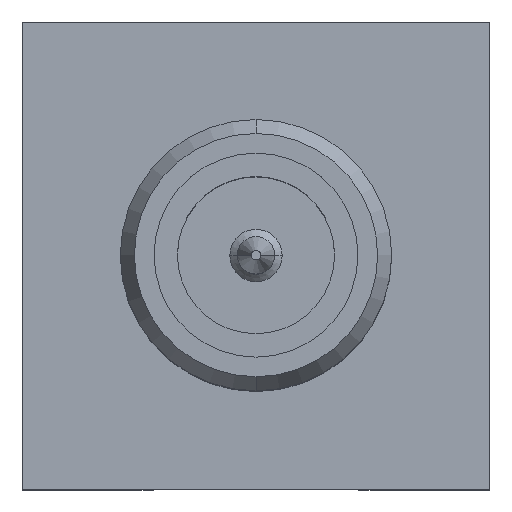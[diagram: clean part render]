
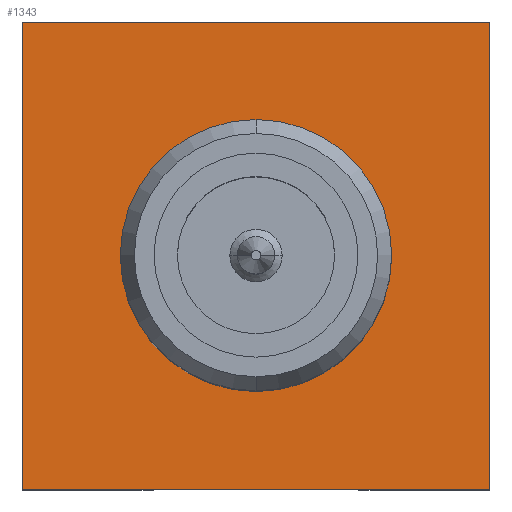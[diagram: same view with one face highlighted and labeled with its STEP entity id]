
A CAD part, top view. The second image highlights one B-rep face of the part: STEP entity #1343.
In plain terms, the highlighted planar face has unit normal (0, 0, 1).
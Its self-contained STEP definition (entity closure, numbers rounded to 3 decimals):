
#172=CARTESIAN_POINT('',(0.,0.,-6.147));
#173=DIRECTION('',(0.,0.,1.));
#174=DIRECTION('',(0.,-1.,0.));
#175=AXIS2_PLACEMENT_3D('',#172,#173,#174);
#190=DIRECTION('',(0.,-1.,0.));
#191=VECTOR('',#190,6.35);
#192=CARTESIAN_POINT('',(-3.175,3.175,-6.147));
#193=LINE('',#192,#191);
#194=DIRECTION('',(-1.,0.,0.));
#195=VECTOR('',#194,6.35);
#196=CARTESIAN_POINT('',(3.175,3.175,-6.147));
#197=LINE('',#196,#195);
#198=DIRECTION('',(0.,1.,0.));
#199=VECTOR('',#198,6.35);
#200=CARTESIAN_POINT('',(3.175,-3.175,-6.147));
#201=LINE('',#200,#199);
#202=DIRECTION('',(1.,0.,0.));
#203=VECTOR('',#202,6.35);
#204=CARTESIAN_POINT('',(-3.175,-3.175,-6.147));
#205=LINE('',#204,#203);
#676=CARTESIAN_POINT('',(0.,0.,-6.147));
#677=DIRECTION('',(0.,0.,1.));
#678=DIRECTION('',(0.,1.,0.));
#679=AXIS2_PLACEMENT_3D('',#676,#677,#678);
#814=CARTESIAN_POINT('',(-3.175,3.175,-6.147));
#815=CARTESIAN_POINT('',(-3.175,-3.175,-6.147));
#816=VERTEX_POINT('',#814);
#817=VERTEX_POINT('',#815);
#818=CARTESIAN_POINT('',(3.175,-3.175,-6.147));
#819=VERTEX_POINT('',#818);
#820=CARTESIAN_POINT('',(3.175,3.175,-6.147));
#821=VERTEX_POINT('',#820);
#906=CARTESIAN_POINT('',(0.,1.842,-6.147));
#907=CARTESIAN_POINT('',(0.,-1.842,-6.147));
#908=VERTEX_POINT('',#906);
#909=VERTEX_POINT('',#907);
#1323=CARTESIAN_POINT('',(0.,0.,-6.147));
#1324=DIRECTION('',(0.,0.,1.));
#1325=DIRECTION('',(0.,1.,0.));
#1326=AXIS2_PLACEMENT_3D('',#1323,#1324,#1325);
#1327=PLANE('',#1326);
#1329=ORIENTED_EDGE('',*,*,#1328,.F.);
#1331=ORIENTED_EDGE('',*,*,#1330,.F.);
#1333=ORIENTED_EDGE('',*,*,#1332,.F.);
#1335=ORIENTED_EDGE('',*,*,#1334,.F.);
#1336=EDGE_LOOP('',(#1329,#1331,#1333,#1335));
#1337=FACE_OUTER_BOUND('',#1336,.F.);
#1339=ORIENTED_EDGE('',*,*,#1338,.T.);
#1340=ORIENTED_EDGE('',*,*,#1313,.T.);
#1341=EDGE_LOOP('',(#1339,#1340));
#1342=FACE_BOUND('',#1341,.F.);
#176=CIRCLE('',#175,1.842);
#680=CIRCLE('',#679,1.842);
#1313=EDGE_CURVE('',#909,#908,#176,.T.);
#1328=EDGE_CURVE('',#816,#817,#193,.T.);
#1330=EDGE_CURVE('',#821,#816,#197,.T.);
#1332=EDGE_CURVE('',#819,#821,#201,.T.);
#1334=EDGE_CURVE('',#817,#819,#205,.T.);
#1338=EDGE_CURVE('',#908,#909,#680,.T.);
#1343=ADVANCED_FACE('',(#1337,#1342),#1327,.T.);
